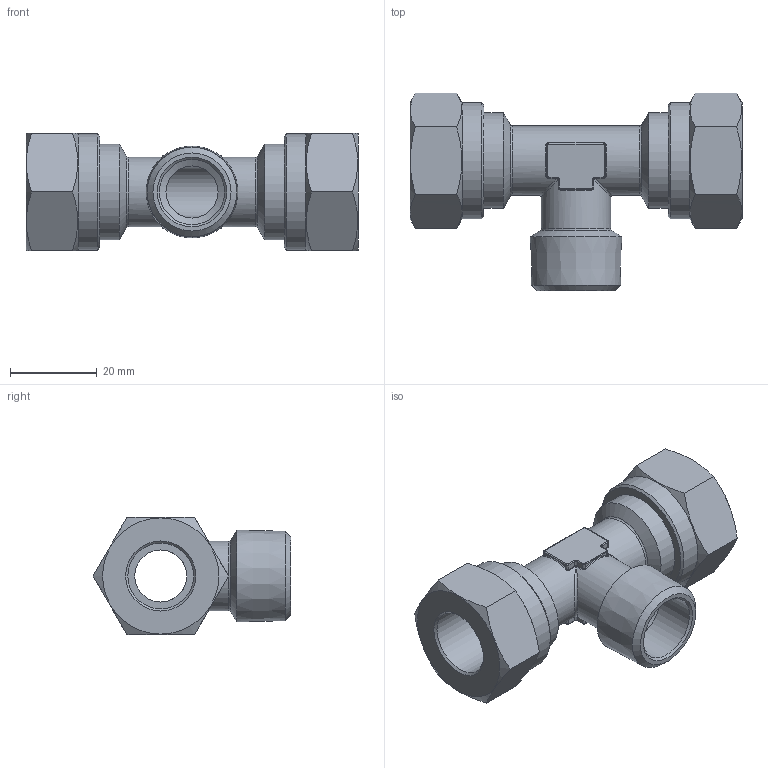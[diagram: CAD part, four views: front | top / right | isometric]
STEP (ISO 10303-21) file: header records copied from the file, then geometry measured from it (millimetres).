
FILE_DESCRIPTION(( 'MO.19.15.12.stp' ), '1');
FILE_NAME( 'MO.19.15.12.stp', '2019-06-19T17:02:17',( 'Sopra'),('sopra-pneumatic.com'), 'SwSTEP 2.0','SolidWorks 2009','' );
FILE_SCHEMA( ( 'CONFIG_CONTROL_DESIGN' ) );
Length unit declared in the file: millimetre
Products named in the file (1): Rivoluzione1
Bounding box: 76.52 x 45.59 x 27 mm (x, y, z)
Volume: 23224.2 mm3; surface area: 12640.2 mm2
Topology: 1 solids, 1 shells, 156 faces, 374 edges, 223 vertices
Faces by surface type: cylinder 53, plane 37, bspline 26, torus 25, cone 15
Full cylindrical faces by diameter (mm): 12 x2, 15 x1, 15.15 x2, 16 x2, 22 x2, 26.8 x2
Entity records: 5540 total; most frequent: CARTESIAN_POINT 2245, ORIENTED_EDGE 666, DIRECTION 656, EDGE_CURVE 333, AXIS2_PLACEMENT_3D 280, VERTEX_POINT 213, EDGE_LOOP 194, FACE_OUTER_BOUND 170
